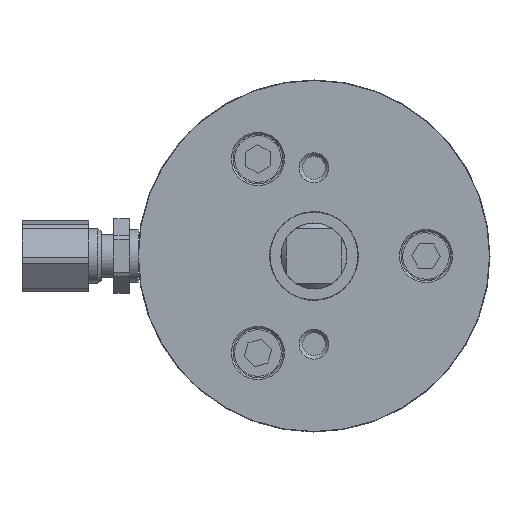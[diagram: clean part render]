
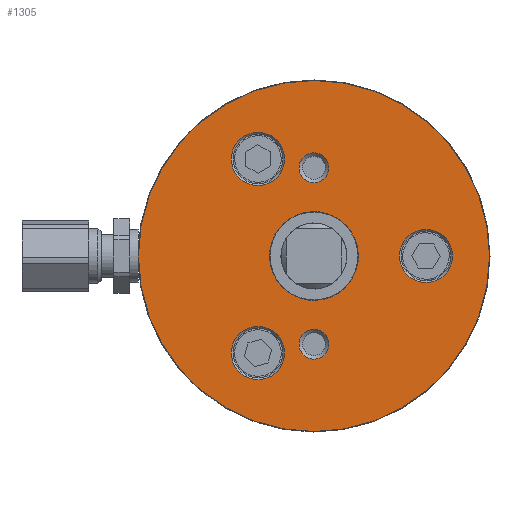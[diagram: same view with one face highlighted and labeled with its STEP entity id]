
A CAD part, left-side view. The second image highlights one B-rep face of the part: STEP entity #1305.
In plain terms, the highlighted planar face has unit normal (-1, 0, 0).
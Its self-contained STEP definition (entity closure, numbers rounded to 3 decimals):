
#1094=CARTESIAN_POINT('',(-60.9,25.27,0.));
#1095=VERTEX_POINT('',#1094);
#1096=CARTESIAN_POINT('',(-60.9,0.,0.));
#1097=DIRECTION('',(-1.0,0.0,0.0));
#1098=DIRECTION('',(0.0,1.0,0.0));
#1099=AXIS2_PLACEMENT_3D('',#1096,#1097,#1098);
#1100=CIRCLE('',#1099,25.27);
#1101=EDGE_CURVE('',#1095,#1095,#1100,.T.);
#1187=CARTESIAN_POINT('',(-60.9,0.,-10.55));
#1188=VERTEX_POINT('',#1187);
#1189=CARTESIAN_POINT('',(-60.9,0.,-12.7));
#1190=DIRECTION('',(1.0,0.0,0.0));
#1191=DIRECTION('',(0.0,0.0,1.0));
#1192=AXIS2_PLACEMENT_3D('',#1189,#1190,#1191);
#1193=CIRCLE('',#1192,2.15);
#1194=EDGE_CURVE('',#1188,#1188,#1193,.T.);
#1215=CARTESIAN_POINT('',(-60.9,0.,10.55));
#1216=VERTEX_POINT('',#1215);
#1217=CARTESIAN_POINT('',(-60.9,0.,12.7));
#1218=DIRECTION('',(1.0,0.0,0.0));
#1219=DIRECTION('',(0.0,0.0,-1.0));
#1220=AXIS2_PLACEMENT_3D('',#1217,#1218,#1219);
#1221=CIRCLE('',#1220,2.15);
#1222=EDGE_CURVE('',#1216,#1216,#1221,.T.);
#1232=CARTESIAN_POINT('',(-60.9,-12.309,0.));
#1233=VERTEX_POINT('',#1232);
#1234=CARTESIAN_POINT('',(-60.9,-16.129,0.));
#1235=DIRECTION('',(-1.0,0.0,0.0));
#1236=DIRECTION('',(0.0,-1.0,0.0));
#1237=AXIS2_PLACEMENT_3D('',#1234,#1235,#1236);
#1238=CIRCLE('',#1237,3.82);
#1239=EDGE_CURVE('',#1233,#1233,#1238,.T.);
#1255=CARTESIAN_POINT('',(-60.9,12.635,0.));
#1256=DIRECTION('',(-1.0,0.0,0.0));
#1257=DIRECTION('',(0.0,0.0,1.0));
#1258=AXIS2_PLACEMENT_3D('',#1255,#1256,#1257);
#1259=PLANE('',#1258);
#1260=ORIENTED_EDGE('',*,*,#1101,.T.);
#1261=EDGE_LOOP('',(#1260));
#1262=FACE_OUTER_BOUND('',#1261,.T.);
#1263=CARTESIAN_POINT('',(-60.9,6.154,10.66));
#1264=VERTEX_POINT('',#1263);
#1265=CARTESIAN_POINT('',(-60.9,8.064,13.968));
#1266=DIRECTION('',(-1.0,0.,0.));
#1267=DIRECTION('',(0.,0.5,0.866));
#1268=AXIS2_PLACEMENT_3D('',#1265,#1266,#1267);
#1269=CIRCLE('',#1268,3.82);
#1270=EDGE_CURVE('',#1264,#1264,#1269,.T.);
#1271=ORIENTED_EDGE('',*,*,#1270,.F.);
#1272=EDGE_LOOP('',(#1271));
#1273=FACE_BOUND('',#1272,.T.);
#1274=CARTESIAN_POINT('',(-60.9,6.154,-10.66));
#1275=VERTEX_POINT('',#1274);
#1276=CARTESIAN_POINT('',(-60.9,8.064,-13.968));
#1277=DIRECTION('',(-1.0,0.,0.));
#1278=DIRECTION('',(0.,0.5,-0.866));
#1279=AXIS2_PLACEMENT_3D('',#1276,#1277,#1278);
#1280=CIRCLE('',#1279,3.82);
#1281=EDGE_CURVE('',#1275,#1275,#1280,.T.);
#1282=ORIENTED_EDGE('',*,*,#1281,.F.);
#1283=EDGE_LOOP('',(#1282));
#1284=FACE_BOUND('',#1283,.T.);
#1285=ORIENTED_EDGE('',*,*,#1222,.T.);
#1286=EDGE_LOOP('',(#1285));
#1287=FACE_BOUND('',#1286,.T.);
#1288=ORIENTED_EDGE('',*,*,#1194,.T.);
#1289=EDGE_LOOP('',(#1288));
#1290=FACE_BOUND('',#1289,.T.);
#1291=CARTESIAN_POINT('',(-60.9,6.325,0.));
#1292=VERTEX_POINT('',#1291);
#1293=CARTESIAN_POINT('',(-60.9,0.,0.));
#1294=DIRECTION('',(1.0,0.0,0.0));
#1295=DIRECTION('',(0.0,1.0,0.0));
#1296=AXIS2_PLACEMENT_3D('',#1293,#1294,#1295);
#1297=CIRCLE('',#1296,6.325);
#1298=EDGE_CURVE('',#1292,#1292,#1297,.T.);
#1299=ORIENTED_EDGE('',*,*,#1298,.T.);
#1300=EDGE_LOOP('',(#1299));
#1301=FACE_BOUND('',#1300,.T.);
#1302=ORIENTED_EDGE('',*,*,#1239,.F.);
#1303=EDGE_LOOP('',(#1302));
#1304=FACE_BOUND('',#1303,.T.);
#1305=ADVANCED_FACE('',(#1262,#1273,#1284,#1287,#1290,#1301,#1304),#1259,.T.);
